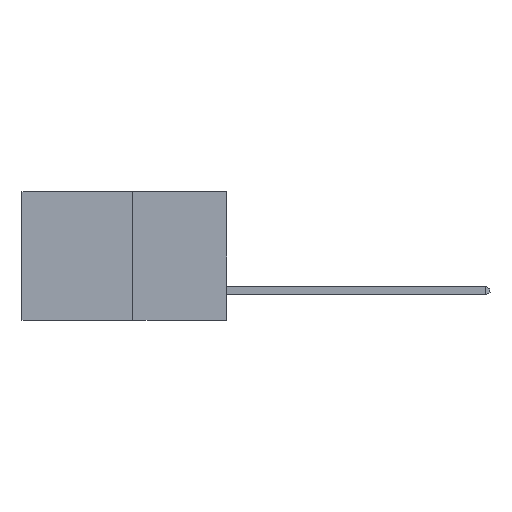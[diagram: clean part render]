
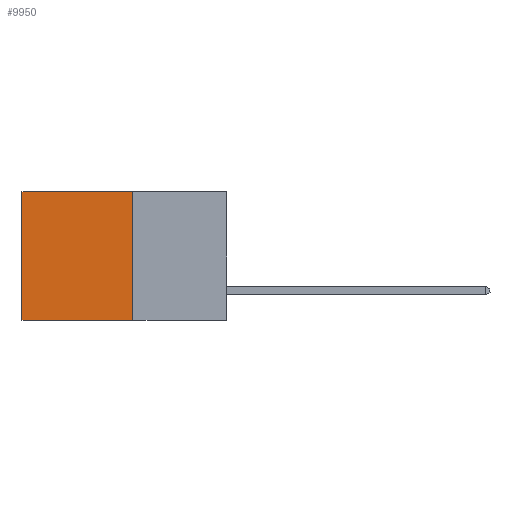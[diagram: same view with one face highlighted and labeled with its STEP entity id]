
A CAD part, left-side view. The second image highlights one B-rep face of the part: STEP entity #9950.
In plain terms, the highlighted planar face has unit normal (-1, 0, 0).
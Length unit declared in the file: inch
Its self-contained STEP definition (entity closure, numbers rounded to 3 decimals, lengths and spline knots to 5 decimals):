
#319 = DIRECTION ( 'NONE',  ( 0., 1., 0. ) ) ;
#522 = PLANE ( 'NONE',  #8278 ) ;
#713 = VECTOR ( 'NONE', #1700, 39.37008 ) ;
#768 = VERTEX_POINT ( 'NONE', #6470 ) ;
#1586 = ORIENTED_EDGE ( 'NONE', *, *, #7029, .F. ) ;
#1600 = DIRECTION ( 'NONE',  ( 1., 0., 0. ) ) ;
#1700 = DIRECTION ( 'NONE',  ( 0., 0., -1. ) ) ;
#1853 = ORIENTED_EDGE ( 'NONE', *, *, #6817, .F. ) ;
#2520 = VERTEX_POINT ( 'NONE', #4276 ) ;
#2641 = EDGE_LOOP ( 'NONE', ( #6515, #1853, #1586, #7700 ) ) ;
#2816 = VECTOR ( 'NONE', #3994, 39.37008 ) ;
#2923 = EDGE_CURVE ( 'NONE', #768, #4791, #5693, .T. ) ;
#3440 = FACE_OUTER_BOUND ( 'NONE', #2641, .T. ) ;
#3598 = VERTEX_POINT ( 'NONE', #10910 ) ;
#3800 = CARTESIAN_POINT ( 'NONE',  ( 0.277, 0.59, -0.37 ) ) ;
#3994 = DIRECTION ( 'NONE',  ( 0., 0., -1. ) ) ;
#4276 = CARTESIAN_POINT ( 'NONE',  ( 0.277, 0.27, -0.37 ) ) ;
#4791 = VERTEX_POINT ( 'NONE', #3800 ) ;
#5300 = CARTESIAN_POINT ( 'NONE',  ( 0.277, 0.59, -0.37 ) ) ;
#5693 = LINE ( 'NONE', #5300, #2816 ) ;
#6468 = CARTESIAN_POINT ( 'NONE',  ( 0.277, 0.27, -0.37 ) ) ;
#6470 = CARTESIAN_POINT ( 'NONE',  ( 0.277, 0.59, 0. ) ) ;
#6515 = ORIENTED_EDGE ( 'NONE', *, *, #2923, .T. ) ;
#6747 = EDGE_CURVE ( 'NONE', #3598, #768, #11014, .T. ) ;
#6817 = EDGE_CURVE ( 'NONE', #2520, #4791, #11882, .T. ) ;
#7029 = EDGE_CURVE ( 'NONE', #3598, #2520, #8107, .T. ) ;
#7195 = CARTESIAN_POINT ( 'NONE',  ( 0.277, 0.27, -0.37 ) ) ;
#7700 = ORIENTED_EDGE ( 'NONE', *, *, #6747, .T. ) ;
#7952 = CARTESIAN_POINT ( 'NONE',  ( 0.277, 0.27, 0. ) ) ;
#8107 = LINE ( 'NONE', #8325, #713 ) ;
#8233 = DIRECTION ( 'NONE',  ( 0., 0., -1. ) ) ;
#8278 = AXIS2_PLACEMENT_3D ( 'NONE', #6468, #1600, #8233 ) ;
#8325 = CARTESIAN_POINT ( 'NONE',  ( 0.277, 0.27, -0.37 ) ) ;
#8807 = VECTOR ( 'NONE', #8837, 39.37008 ) ;
#8837 = DIRECTION ( 'NONE',  ( 0., 1., 0. ) ) ;
#9704 = VECTOR ( 'NONE', #319, 39.37008 ) ;
#9950 = ADVANCED_FACE ( 'NONE', ( #3440 ), #522, .F. ) ;
#10910 = CARTESIAN_POINT ( 'NONE',  ( 0.277, 0.27, 0. ) ) ;
#11014 = LINE ( 'NONE', #7952, #8807 ) ;
#11882 = LINE ( 'NONE', #7195, #9704 ) ;
